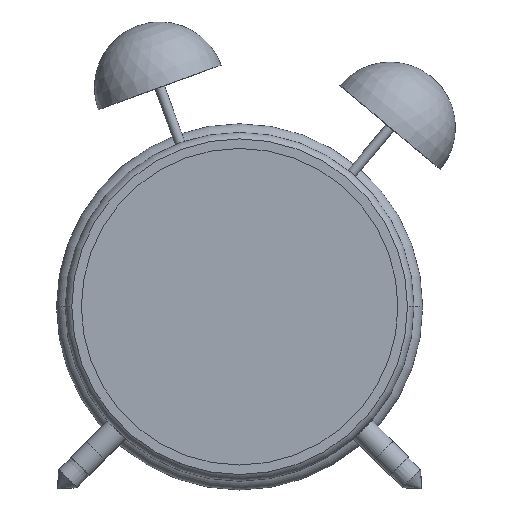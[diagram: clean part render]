
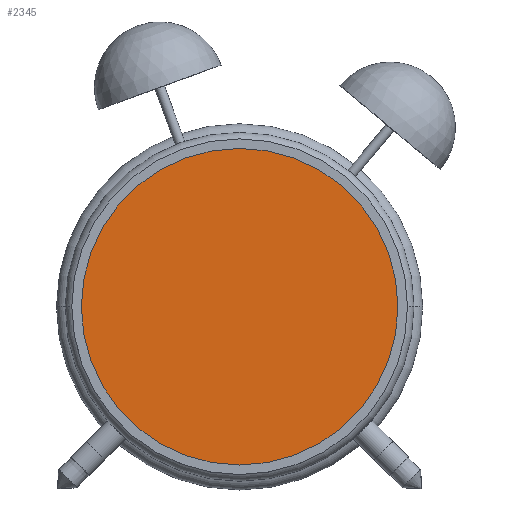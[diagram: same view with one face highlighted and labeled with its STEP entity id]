
A CAD part, top view. The second image highlights one B-rep face of the part: STEP entity #2345.
In plain terms, the highlighted planar face has unit normal (0, 0, 1).
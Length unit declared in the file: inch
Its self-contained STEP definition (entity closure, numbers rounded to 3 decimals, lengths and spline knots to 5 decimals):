
#2298=CARTESIAN_POINT('',(0.,0.,2.1));
#2299=DIRECTION('',(0.,0.,1.));
#2300=DIRECTION('',(1.,0.,0.));
#2301=AXIS2_PLACEMENT_3D('',#2298,#2299,#2300);
#2303=CARTESIAN_POINT('',(0.,0.,2.1));
#2304=DIRECTION('',(0.,0.,1.));
#2305=DIRECTION('',(-1.,0.,0.));
#2306=AXIS2_PLACEMENT_3D('',#2303,#2304,#2305);
#2326=CARTESIAN_POINT('',(3.63119,0.,2.1));
#2327=CARTESIAN_POINT('',(-3.63119,0.,2.1));
#2328=VERTEX_POINT('',#2326);
#2329=VERTEX_POINT('',#2327);
#2334=CARTESIAN_POINT('',(0.,0.,2.1));
#2335=DIRECTION('',(0.,0.,1.));
#2336=DIRECTION('',(1.,0.,0.));
#2337=AXIS2_PLACEMENT_3D('',#2334,#2335,#2336);
#2338=PLANE('',#2337);
#2340=ORIENTED_EDGE('',*,*,#2339,.F.);
#2342=ORIENTED_EDGE('',*,*,#2341,.F.);
#2343=EDGE_LOOP('',(#2340,#2342));
#2344=FACE_OUTER_BOUND('',#2343,.F.);
#2345=ADVANCED_FACE('',(#2344),#2338,.T.);
#2302=CIRCLE('',#2301,3.63119);
#2307=CIRCLE('',#2306,3.63119);
#2339=EDGE_CURVE('',#2328,#2329,#2302,.T.);
#2341=EDGE_CURVE('',#2329,#2328,#2307,.T.);
